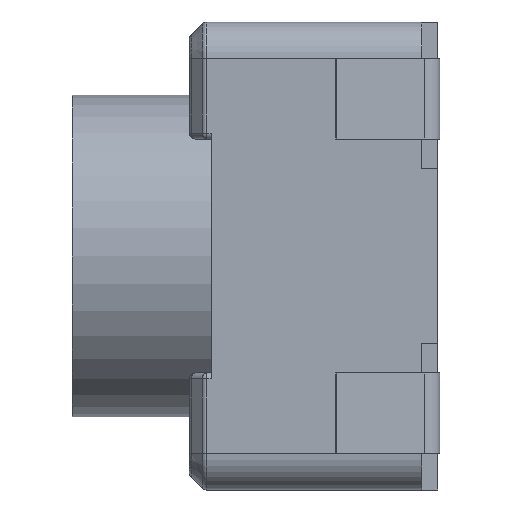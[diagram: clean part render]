
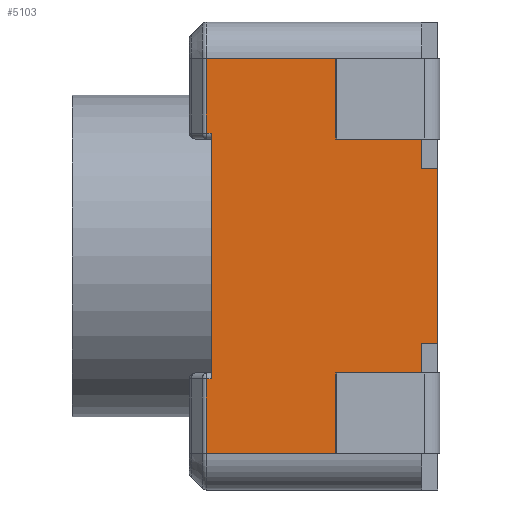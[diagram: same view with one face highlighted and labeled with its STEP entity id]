
A CAD part, left-side view. The second image highlights one B-rep face of the part: STEP entity #5103.
In plain terms, the highlighted planar face has unit normal (-1, 0, 0).
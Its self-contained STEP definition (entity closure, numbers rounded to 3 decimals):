
#54 = AXIS2_PLACEMENT_3D ( 'NONE', #5711, #1197, #2898 ) ;
#132 = CARTESIAN_POINT ( 'NONE',  ( -2.1, -0.6, 0. ) ) ;
#200 = VERTEX_POINT ( 'NONE', #5669 ) ;
#203 = EDGE_CURVE ( 'NONE', #5168, #743, #5760, .T. ) ;
#339 = VECTOR ( 'NONE', #4842, 1000. ) ;
#346 = LINE ( 'NONE', #872, #4347 ) ;
#361 = VERTEX_POINT ( 'NONE', #132 ) ;
#444 = DIRECTION ( 'NONE',  ( 0., -1., 0. ) ) ;
#536 = CARTESIAN_POINT ( 'NONE',  ( -2.1, 0.84, 0. ) ) ;
#639 = LINE ( 'NONE', #2579, #3105 ) ;
#643 = VECTOR ( 'NONE', #5495, 1000. ) ;
#650 = EDGE_CURVE ( 'NONE', #3222, #1163, #5429, .T. ) ;
#689 = CARTESIAN_POINT ( 'NONE',  ( -2.1, -0.84, 0. ) ) ;
#743 = VERTEX_POINT ( 'NONE', #2018 ) ;
#751 = CARTESIAN_POINT ( 'NONE',  ( -2.1, 0.84, 1.583 ) ) ;
#762 = DIRECTION ( 'NONE',  ( 0., 1., 0. ) ) ;
#820 = VERTEX_POINT ( 'NONE', #2879 ) ;
#872 = CARTESIAN_POINT ( 'NONE',  ( -2.1, -1.35, 1.583 ) ) ;
#898 = CARTESIAN_POINT ( 'NONE',  ( -2.1, 0., 0. ) ) ;
#1139 = DIRECTION ( 'NONE',  ( 0., 0., -1. ) ) ;
#1163 = VERTEX_POINT ( 'NONE', #3341 ) ;
#1197 = DIRECTION ( 'NONE',  ( -1., 0., 0. ) ) ;
#1338 = DIRECTION ( 'NONE',  ( 0., -1., 0. ) ) ;
#1347 = ORIENTED_EDGE ( 'NONE', *, *, #3293, .T. ) ;
#1359 = EDGE_CURVE ( 'NONE', #2505, #3390, #2574, .T. ) ;
#1388 = VERTEX_POINT ( 'NONE', #5316 ) ;
#1512 = CARTESIAN_POINT ( 'NONE',  ( -2.1, -0.84, 1.55 ) ) ;
#1640 = ORIENTED_EDGE ( 'NONE', *, *, #203, .T. ) ;
#1671 = CARTESIAN_POINT ( 'NONE',  ( -2.1, 1.35, 0. ) ) ;
#1837 = DIRECTION ( 'NONE',  ( 0., 0., 1. ) ) ;
#1872 = CARTESIAN_POINT ( 'NONE',  ( -2.1, -1.35, 0.11 ) ) ;
#1916 = LINE ( 'NONE', #2274, #1977 ) ;
#1977 = VECTOR ( 'NONE', #444, 1000. ) ;
#1987 = CARTESIAN_POINT ( 'NONE',  ( -2.1, -1.35, 1.583 ) ) ;
#2018 = CARTESIAN_POINT ( 'NONE',  ( -2.1, -1.35, 1.583 ) ) ;
#2026 = ORIENTED_EDGE ( 'NONE', *, *, #3512, .T. ) ;
#2042 = DIRECTION ( 'NONE',  ( 0., 0., 1. ) ) ;
#2071 = VECTOR ( 'NONE', #4847, 1000. ) ;
#2274 = CARTESIAN_POINT ( 'NONE',  ( -2.1, -1.35, 0.11 ) ) ;
#2283 = LINE ( 'NONE', #536, #3300 ) ;
#2297 = CARTESIAN_POINT ( 'NONE',  ( -2.1, -0.84, 1.583 ) ) ;
#2318 = LINE ( 'NONE', #4590, #3668 ) ;
#2339 = DIRECTION ( 'NONE',  ( 0., 1., 0. ) ) ;
#2505 = VERTEX_POINT ( 'NONE', #2297 ) ;
#2574 = LINE ( 'NONE', #689, #4083 ) ;
#2579 = CARTESIAN_POINT ( 'NONE',  ( -2.1, -0.6, 0. ) ) ;
#2634 = ORIENTED_EDGE ( 'NONE', *, *, #5800, .T. ) ;
#2680 = VECTOR ( 'NONE', #3046, 1000. ) ;
#2688 = CARTESIAN_POINT ( 'NONE',  ( -2.1, -0.6, 0.11 ) ) ;
#2692 = EDGE_LOOP ( 'NONE', ( #2634, #1640, #5088, #5414, #1347, #4187, #5499, #3415, #3017, #5704, #4803, #2026 ) ) ;
#2817 = VECTOR ( 'NONE', #762, 1000. ) ;
#2879 = CARTESIAN_POINT ( 'NONE',  ( -2.1, 1.35, 1.583 ) ) ;
#2898 = DIRECTION ( 'NONE',  ( 0., 0., 1. ) ) ;
#2933 = FACE_OUTER_BOUND ( 'NONE', #2692, .T. ) ;
#2965 = LINE ( 'NONE', #1987, #2817 ) ;
#2988 = LINE ( 'NONE', #4811, #2071 ) ;
#3017 = ORIENTED_EDGE ( 'NONE', *, *, #650, .T. ) ;
#3046 = DIRECTION ( 'NONE',  ( 0., 0., 1. ) ) ;
#3105 = VECTOR ( 'NONE', #2042, 1000. ) ;
#3222 = VERTEX_POINT ( 'NONE', #3450 ) ;
#3293 = EDGE_CURVE ( 'NONE', #3390, #1388, #2318, .T. ) ;
#3300 = VECTOR ( 'NONE', #1837, 1000. ) ;
#3341 = CARTESIAN_POINT ( 'NONE',  ( -2.1, 0.6, 0.11 ) ) ;
#3390 = VERTEX_POINT ( 'NONE', #1512 ) ;
#3415 = ORIENTED_EDGE ( 'NONE', *, *, #4739, .T. ) ;
#3450 = CARTESIAN_POINT ( 'NONE',  ( -2.1, 1.35, 0.11 ) ) ;
#3489 = CARTESIAN_POINT ( 'NONE',  ( -2.1, -1.35, 0. ) ) ;
#3505 = EDGE_CURVE ( 'NONE', #5710, #820, #2965, .T. ) ;
#3512 = EDGE_CURVE ( 'NONE', #361, #5675, #639, .T. ) ;
#3521 = LINE ( 'NONE', #1671, #339 ) ;
#3607 = VECTOR ( 'NONE', #1338, 1000. ) ;
#3663 = LINE ( 'NONE', #898, #643 ) ;
#3668 = VECTOR ( 'NONE', #2339, 1000. ) ;
#4083 = VECTOR ( 'NONE', #1139, 1000. ) ;
#4187 = ORIENTED_EDGE ( 'NONE', *, *, #5361, .T. ) ;
#4204 = EDGE_CURVE ( 'NONE', #200, #361, #3663, .T. ) ;
#4298 = CARTESIAN_POINT ( 'NONE',  ( -2.1, -1.35, 0.11 ) ) ;
#4347 = VECTOR ( 'NONE', #5788, 1000. ) ;
#4590 = CARTESIAN_POINT ( 'NONE',  ( -2.1, -1.35, 1.55 ) ) ;
#4739 = EDGE_CURVE ( 'NONE', #820, #3222, #3521, .T. ) ;
#4803 = ORIENTED_EDGE ( 'NONE', *, *, #4204, .T. ) ;
#4811 = CARTESIAN_POINT ( 'NONE',  ( -2.1, 0.6, 0. ) ) ;
#4842 = DIRECTION ( 'NONE',  ( 0., 0., -1. ) ) ;
#4847 = DIRECTION ( 'NONE',  ( 0., 0., -1. ) ) ;
#5088 = ORIENTED_EDGE ( 'NONE', *, *, #5621, .T. ) ;
#5103 = ADVANCED_FACE ( 'NONE', ( #2933 ), #5287, .T. ) ;
#5168 = VERTEX_POINT ( 'NONE', #4298 ) ;
#5179 = EDGE_CURVE ( 'NONE', #1163, #200, #2988, .T. ) ;
#5287 = PLANE ( 'NONE',  #54 ) ;
#5316 = CARTESIAN_POINT ( 'NONE',  ( -2.1, 0.84, 1.55 ) ) ;
#5361 = EDGE_CURVE ( 'NONE', #1388, #5710, #2283, .T. ) ;
#5414 = ORIENTED_EDGE ( 'NONE', *, *, #1359, .T. ) ;
#5429 = LINE ( 'NONE', #1872, #3607 ) ;
#5495 = DIRECTION ( 'NONE',  ( 0., -1., 0. ) ) ;
#5499 = ORIENTED_EDGE ( 'NONE', *, *, #3505, .T. ) ;
#5621 = EDGE_CURVE ( 'NONE', #743, #2505, #346, .T. ) ;
#5669 = CARTESIAN_POINT ( 'NONE',  ( -2.1, 0.6, 0. ) ) ;
#5675 = VERTEX_POINT ( 'NONE', #2688 ) ;
#5704 = ORIENTED_EDGE ( 'NONE', *, *, #5179, .T. ) ;
#5710 = VERTEX_POINT ( 'NONE', #751 ) ;
#5711 = CARTESIAN_POINT ( 'NONE',  ( -2.1, -1.35, 0. ) ) ;
#5760 = LINE ( 'NONE', #3489, #2680 ) ;
#5788 = DIRECTION ( 'NONE',  ( 0., 1., 0. ) ) ;
#5800 = EDGE_CURVE ( 'NONE', #5675, #5168, #1916, .T. ) ;
